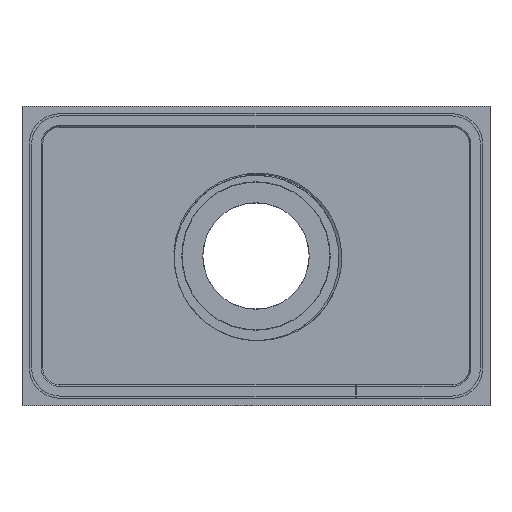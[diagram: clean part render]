
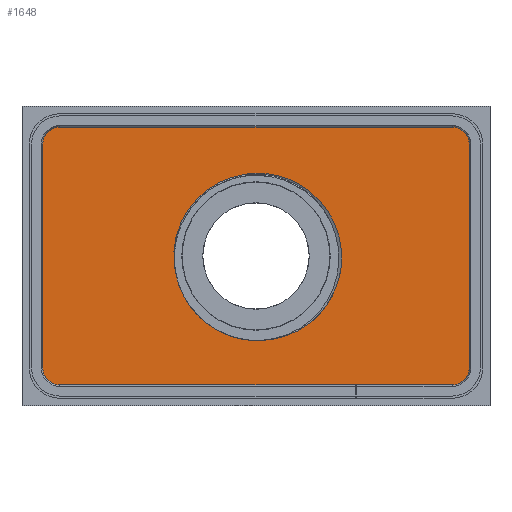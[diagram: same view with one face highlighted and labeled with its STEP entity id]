
A CAD part, front view. The second image highlights one B-rep face of the part: STEP entity #1648.
In plain terms, the highlighted planar face has unit normal (0, -1, 0).
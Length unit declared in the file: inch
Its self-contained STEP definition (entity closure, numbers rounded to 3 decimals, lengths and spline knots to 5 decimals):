
#1071=CARTESIAN_POINT('',(-0.65909,0.498,-0.19205));
#1072=CARTESIAN_POINT('',(-0.6493,0.498,-0.22887));
#1073=CARTESIAN_POINT('',(-0.62394,0.498,-0.29981));
#1074=CARTESIAN_POINT('',(-0.56893,0.498,-0.39912));
#1075=CARTESIAN_POINT('',(-0.49753,0.498,-0.48901));
#1076=CARTESIAN_POINT('',(-0.41311,0.498,-0.56543));
#1077=CARTESIAN_POINT('',(-0.3161,0.498,-0.62789));
#1078=CARTESIAN_POINT('',(-0.21043,0.498,-0.67347));
#1079=CARTESIAN_POINT('',(-0.09859,0.498,-0.70139));
#1080=CARTESIAN_POINT('',(0.01751,0.498,-0.7107));
#1081=CARTESIAN_POINT('',(0.13246,0.498,-0.70116));
#1082=CARTESIAN_POINT('',(0.24627,0.498,-0.67259));
#1083=CARTESIAN_POINT('',(0.3529,0.498,-0.62622));
#1084=CARTESIAN_POINT('',(0.41837,0.498,-0.58417));
#1085=CARTESIAN_POINT('',(0.44968,0.498,-0.56018));
#1087=CARTESIAN_POINT('',(0.44968,0.498,-0.56018));
#1088=CARTESIAN_POINT('',(0.47997,0.498,-0.53586));
#1089=CARTESIAN_POINT('',(0.53612,0.498,-0.48285));
#1090=CARTESIAN_POINT('',(0.60824,0.498,-0.3884));
#1091=CARTESIAN_POINT('',(0.66347,0.498,-0.28325));
#1092=CARTESIAN_POINT('',(0.69839,0.498,-0.17882));
#1093=CARTESIAN_POINT('',(0.71042,0.498,-0.1115));
#1094=CARTESIAN_POINT('',(0.71406,0.498,-0.07833));
#1112=CARTESIAN_POINT('',(-1.64,0.498,0.935));
#1113=DIRECTION('',(0.,1.,0.));
#1114=DIRECTION('',(-1.,0.,0.));
#1115=AXIS2_PLACEMENT_3D('',#1112,#1113,#1114);
#1117=DIRECTION('',(1.,0.,0.));
#1118=VECTOR('',#1117,3.28);
#1119=CARTESIAN_POINT('',(-1.64,0.498,1.076));
#1120=LINE('',#1119,#1118);
#1121=CARTESIAN_POINT('',(1.64,0.498,0.935));
#1122=DIRECTION('',(0.,1.,0.));
#1123=DIRECTION('',(0.,0.,1.));
#1124=AXIS2_PLACEMENT_3D('',#1121,#1122,#1123);
#1126=DIRECTION('',(0.,0.,-1.));
#1127=VECTOR('',#1126,1.87);
#1128=CARTESIAN_POINT('',(1.781,0.498,0.935));
#1129=LINE('',#1128,#1127);
#1130=CARTESIAN_POINT('',(1.64,0.498,-0.935));
#1131=DIRECTION('',(0.,1.,0.));
#1132=DIRECTION('',(1.,0.,0.));
#1133=AXIS2_PLACEMENT_3D('',#1130,#1131,#1132);
#1135=DIRECTION('',(-1.,0.,0.));
#1136=VECTOR('',#1135,3.28);
#1137=CARTESIAN_POINT('',(1.64,0.498,-1.076));
#1138=LINE('',#1137,#1136);
#1139=CARTESIAN_POINT('',(-1.64,0.498,-0.935));
#1140=DIRECTION('',(0.,1.,0.));
#1141=DIRECTION('',(0.,0.,-1.));
#1142=AXIS2_PLACEMENT_3D('',#1139,#1140,#1141);
#1144=DIRECTION('',(0.,0.,1.));
#1145=VECTOR('',#1144,1.87);
#1146=CARTESIAN_POINT('',(-1.781,0.498,-0.935));
#1147=LINE('',#1146,#1145);
#1298=CARTESIAN_POINT('',(0.,0.498,0.));
#1299=DIRECTION('',(0.,1.,0.));
#1300=DIRECTION('',(-0.96,0.,-0.28));
#1301=AXIS2_PLACEMENT_3D('',#1298,#1299,#1300);
#1323=CARTESIAN_POINT('',(0.71406,0.498,-0.07833));
#1324=CARTESIAN_POINT('',(0.71719,0.498,-0.04229));
#1325=CARTESIAN_POINT('',(0.71795,0.498,0.0291));
#1326=CARTESIAN_POINT('',(0.70339,0.498,0.13457));
#1327=CARTESIAN_POINT('',(0.67329,0.498,0.2369));
#1328=CARTESIAN_POINT('',(0.62773,0.498,0.33484));
#1329=CARTESIAN_POINT('',(0.5655,0.498,0.42784));
#1330=CARTESIAN_POINT('',(0.48707,0.498,0.51189));
#1331=CARTESIAN_POINT('',(0.39512,0.498,0.58263));
#1332=CARTESIAN_POINT('',(0.29312,0.498,0.63693));
#1333=CARTESIAN_POINT('',(0.18981,0.498,0.67188));
#1334=CARTESIAN_POINT('',(0.09081,0.498,0.68954));
#1335=CARTESIAN_POINT('',(-0.00481,0.498,0.69313));
#1336=CARTESIAN_POINT('',(-0.09904,0.498,0.68381));
#1337=CARTESIAN_POINT('',(-0.16123,0.498,0.66887));
#1338=CARTESIAN_POINT('',(-0.1921,0.498,0.65908));
#1546=CARTESIAN_POINT('',(-1.64,0.498,1.076));
#1547=CARTESIAN_POINT('',(-1.781,0.498,0.935));
#1548=VERTEX_POINT('',#1546);
#1549=VERTEX_POINT('',#1547);
#1550=CARTESIAN_POINT('',(-1.781,0.498,-0.935));
#1551=CARTESIAN_POINT('',(-1.64,0.498,-1.076));
#1552=VERTEX_POINT('',#1550);
#1553=VERTEX_POINT('',#1551);
#1554=CARTESIAN_POINT('',(1.64,0.498,-1.076));
#1555=CARTESIAN_POINT('',(1.781,0.498,-0.935));
#1556=VERTEX_POINT('',#1554);
#1557=VERTEX_POINT('',#1555);
#1558=CARTESIAN_POINT('',(1.781,0.498,0.935));
#1559=CARTESIAN_POINT('',(1.64,0.498,1.076));
#1560=VERTEX_POINT('',#1558);
#1561=VERTEX_POINT('',#1559);
#1577=VERTEX_POINT('',#1071);
#1578=VERTEX_POINT('',#1085);
#1579=VERTEX_POINT('',#1094);
#1580=VERTEX_POINT('',#1338);
#1615=CARTESIAN_POINT('',(0.,0.498,0.));
#1616=DIRECTION('',(0.,1.,0.));
#1617=DIRECTION('',(-1.,0.,0.));
#1618=AXIS2_PLACEMENT_3D('',#1615,#1616,#1617);
#1619=PLANE('',#1618);
#1621=ORIENTED_EDGE('',*,*,#1620,.T.);
#1623=ORIENTED_EDGE('',*,*,#1622,.T.);
#1625=ORIENTED_EDGE('',*,*,#1624,.T.);
#1627=ORIENTED_EDGE('',*,*,#1626,.T.);
#1629=ORIENTED_EDGE('',*,*,#1628,.T.);
#1631=ORIENTED_EDGE('',*,*,#1630,.T.);
#1633=ORIENTED_EDGE('',*,*,#1632,.T.);
#1635=ORIENTED_EDGE('',*,*,#1634,.T.);
#1636=EDGE_LOOP('',(#1621,#1623,#1625,#1627,#1629,#1631,#1633,#1635));
#1637=FACE_OUTER_BOUND('',#1636,.F.);
#1639=ORIENTED_EDGE('',*,*,#1638,.F.);
#1641=ORIENTED_EDGE('',*,*,#1640,.T.);
#1643=ORIENTED_EDGE('',*,*,#1642,.T.);
#1645=ORIENTED_EDGE('',*,*,#1644,.T.);
#1646=EDGE_LOOP('',(#1639,#1641,#1643,#1645));
#1647=FACE_BOUND('',#1646,.F.);
#1648=ADVANCED_FACE('',(#1637,#1647),#1619,.F.);
#1086=B_SPLINE_CURVE_WITH_KNOTS('',3,(#1071,#1072,#1073,#1074,#1075,#1076,#1077,
#1078,#1079,#1080,#1081,#1082,#1083,#1084,#1085),.UNSPECIFIED.,.F.,.F.,(4,1,1,1,
1,1,1,1,1,1,1,1,4),(0.,0.08333,0.16667,0.25,
0.33333,0.41667,0.5,0.58333,0.66667,
0.75,0.83333,0.91667,1.),.UNSPECIFIED.);
#1095=B_SPLINE_CURVE_WITH_KNOTS('',3,(#1087,#1088,#1089,#1090,#1091,#1092,#1093,
#1094),.UNSPECIFIED.,.F.,.F.,(4,1,1,1,1,4),(0.,0.2,0.4,0.6,0.8,1.),
.UNSPECIFIED.);
#1116=CIRCLE('',#1115,0.141);
#1125=CIRCLE('',#1124,0.141);
#1134=CIRCLE('',#1133,0.141);
#1143=CIRCLE('',#1142,0.141);
#1302=CIRCLE('',#1301,0.6865);
#1339=B_SPLINE_CURVE_WITH_KNOTS('',3,(#1323,#1324,#1325,#1326,#1327,#1328,#1329,
#1330,#1331,#1332,#1333,#1334,#1335,#1336,#1337,#1338),.UNSPECIFIED.,.F.,.F.,(4,
1,1,1,1,1,1,1,1,1,1,1,1,4),(0.,0.07692,0.15385,
0.23077,0.30769,0.38462,0.46154,
0.53846,0.61538,0.69231,0.76923,
0.84615,0.92308,1.),.UNSPECIFIED.);
#1620=EDGE_CURVE('',#1549,#1548,#1116,.T.);
#1622=EDGE_CURVE('',#1548,#1561,#1120,.T.);
#1624=EDGE_CURVE('',#1561,#1560,#1125,.T.);
#1626=EDGE_CURVE('',#1560,#1557,#1129,.T.);
#1628=EDGE_CURVE('',#1557,#1556,#1134,.T.);
#1630=EDGE_CURVE('',#1556,#1553,#1138,.T.);
#1632=EDGE_CURVE('',#1553,#1552,#1143,.T.);
#1634=EDGE_CURVE('',#1552,#1549,#1147,.T.);
#1638=EDGE_CURVE('',#1577,#1580,#1302,.T.);
#1640=EDGE_CURVE('',#1577,#1578,#1086,.T.);
#1642=EDGE_CURVE('',#1578,#1579,#1095,.T.);
#1644=EDGE_CURVE('',#1579,#1580,#1339,.T.);
